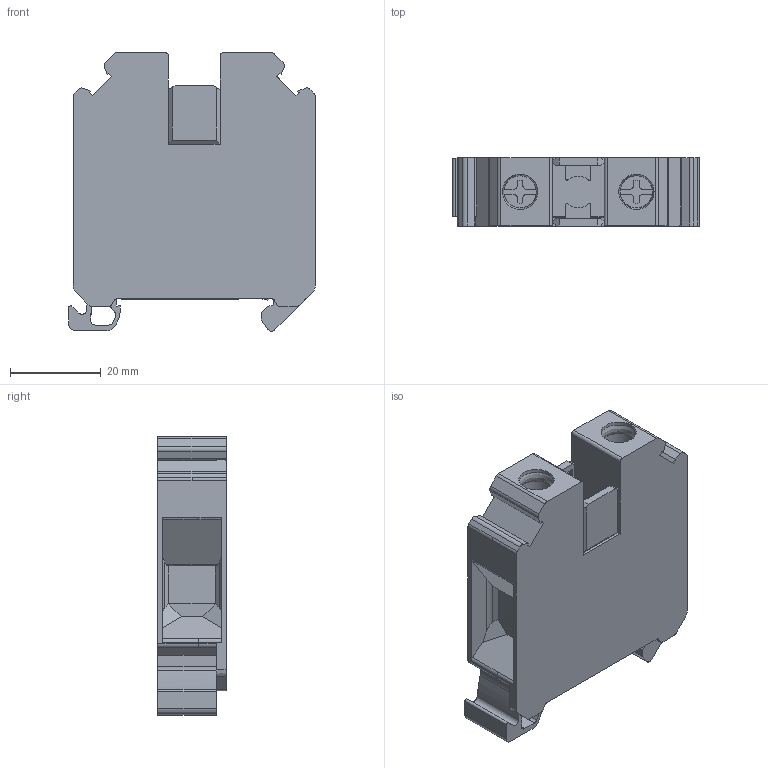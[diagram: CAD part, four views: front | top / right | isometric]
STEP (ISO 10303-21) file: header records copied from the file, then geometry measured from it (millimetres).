
FILE_DESCRIPTION( ('This file contains a STEP AP42 implementation' ,'as created by ZW3D STEP Interface translator.') ,'2;1' );
FILE_NAME( 'RTB35傷赽耀倰.stp' ,'23 4 7.143215', (''), ('ZWCAD Software Co.'), 'Version 1.0', 'ZW3D to STEP translator', '' );
FILE_SCHEMA(('AUTOMOTIVE_DESIGN { 1 0 10303 214 1 1 1 1 }'));
Length unit declared in the file: millimetre
Products named in the file (2): 0; 35
Bounding box: 54.4 x 15.1 x 61.53 mm (x, y, z)
Volume: 33956.4 mm3; surface area: 15722.1 mm2
Topology: 1 solids, 8 shells, 544 faces, 1491 edges, 984 vertices
Faces by surface type: plane 402, cylinder 127, torus 10, bspline 5
Full cylindrical faces by diameter (mm): 4 x1, 6 x1, 7.8 x3
Entity records: 17869 total; most frequent: CARTESIAN_POINT 3300, ORIENTED_EDGE 2982, DIRECTION 2807, EDGE_CURVE 1491, VECTOR 1167, LINE 1167, VERTEX_POINT 984, AXIS2_PLACEMENT_3D 820
